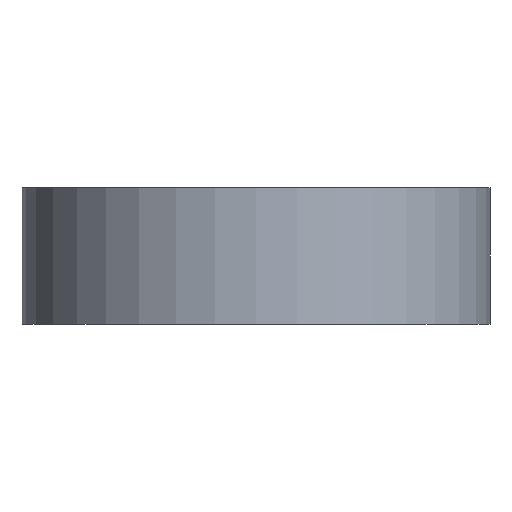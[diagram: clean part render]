
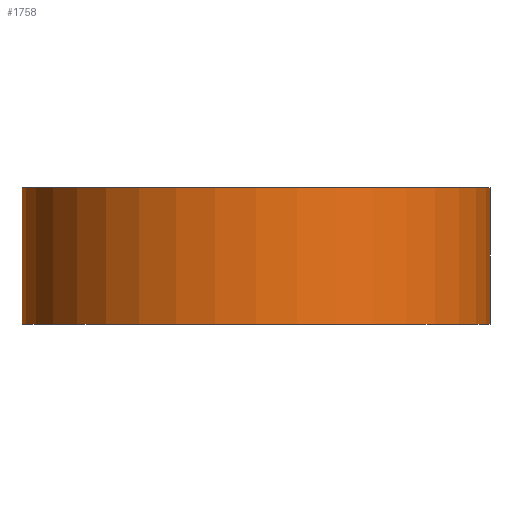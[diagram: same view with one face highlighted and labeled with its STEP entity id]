
A CAD part, front view. The second image highlights one B-rep face of the part: STEP entity #1758.
In plain terms, the highlighted cylindrical face has radius 85.5 mm (diameter 171 mm), a partial arc.
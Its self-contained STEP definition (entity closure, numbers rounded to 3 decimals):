
#10 = CARTESIAN_POINT ( 'NONE',  ( -85.5, 0., 18. ) ) ;
#86 = DIRECTION ( 'NONE',  ( 1., 0., 0. ) ) ;
#175 = VECTOR ( 'NONE', #644, 1000. ) ;
#219 = VERTEX_POINT ( 'NONE', #1902 ) ;
#312 = DIRECTION ( 'NONE',  ( 0., 0., 1. ) ) ;
#356 = CARTESIAN_POINT ( 'NONE',  ( -85.5, 0., 18. ) ) ;
#359 = CARTESIAN_POINT ( 'NONE',  ( 85.5, 0., -32. ) ) ;
#396 = AXIS2_PLACEMENT_3D ( 'NONE', #2028, #312, #1068 ) ;
#598 = ORIENTED_EDGE ( 'NONE', *, *, #1382, .F. ) ;
#644 = DIRECTION ( 'NONE',  ( 0., 0., -1. ) ) ;
#680 = DIRECTION ( 'NONE',  ( 0., 0., -1. ) ) ;
#686 = VERTEX_POINT ( 'NONE', #356 ) ;
#731 = CIRCLE ( 'NONE', #2477, 85.5 ) ;
#789 = DIRECTION ( 'NONE',  ( 0., 0., -1. ) ) ;
#857 = FACE_OUTER_BOUND ( 'NONE', #912, .T. ) ;
#912 = EDGE_LOOP ( 'NONE', ( #598, #2427, #2172, #1488 ) ) ;
#1005 = EDGE_CURVE ( 'NONE', #1386, #1147, #1476, .T. ) ;
#1041 = CARTESIAN_POINT ( 'NONE',  ( 0., 0., 18. ) ) ;
#1068 = DIRECTION ( 'NONE',  ( 1., 0., 0. ) ) ;
#1147 = VERTEX_POINT ( 'NONE', #359 ) ;
#1170 = EDGE_CURVE ( 'NONE', #686, #219, #731, .T. ) ;
#1382 = EDGE_CURVE ( 'NONE', #219, #1147, #1584, .T. ) ;
#1386 = VERTEX_POINT ( 'NONE', #1393 ) ;
#1393 = CARTESIAN_POINT ( 'NONE',  ( -85.5, 0., -32. ) ) ;
#1427 = DIRECTION ( 'NONE',  ( -1., 0., 0. ) ) ;
#1476 = CIRCLE ( 'NONE', #396, 85.5 ) ;
#1488 = ORIENTED_EDGE ( 'NONE', *, *, #1005, .T. ) ;
#1584 = LINE ( 'NONE', #2374, #175 ) ;
#1622 = CYLINDRICAL_SURFACE ( 'NONE', #2193, 85.5 ) ;
#1746 = LINE ( 'NONE', #10, #2421 ) ;
#1758 = ADVANCED_FACE ( 'NONE', ( #857 ), #1622, .T. ) ;
#1814 = DIRECTION ( 'NONE',  ( 0., 0., 1. ) ) ;
#1902 = CARTESIAN_POINT ( 'NONE',  ( 85.5, 0., 18. ) ) ;
#1946 = EDGE_CURVE ( 'NONE', #686, #1386, #1746, .T. ) ;
#2028 = CARTESIAN_POINT ( 'NONE',  ( 0., 0., -32. ) ) ;
#2172 = ORIENTED_EDGE ( 'NONE', *, *, #1946, .T. ) ;
#2193 = AXIS2_PLACEMENT_3D ( 'NONE', #2416, #680, #1427 ) ;
#2374 = CARTESIAN_POINT ( 'NONE',  ( 85.5, 0., 18. ) ) ;
#2416 = CARTESIAN_POINT ( 'NONE',  ( 0., 0., 18. ) ) ;
#2421 = VECTOR ( 'NONE', #789, 1000. ) ;
#2427 = ORIENTED_EDGE ( 'NONE', *, *, #1170, .F. ) ;
#2477 = AXIS2_PLACEMENT_3D ( 'NONE', #1041, #1814, #86 ) ;
